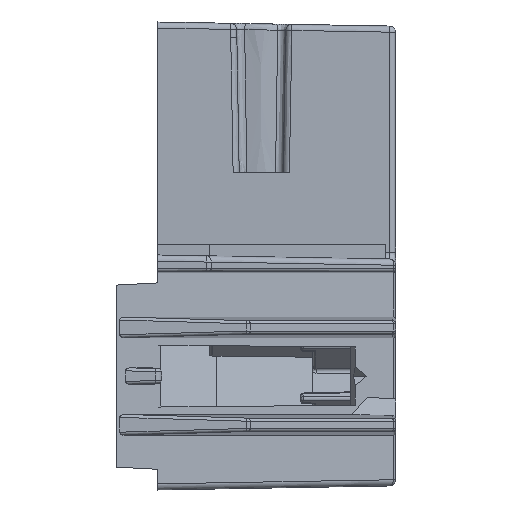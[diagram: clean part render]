
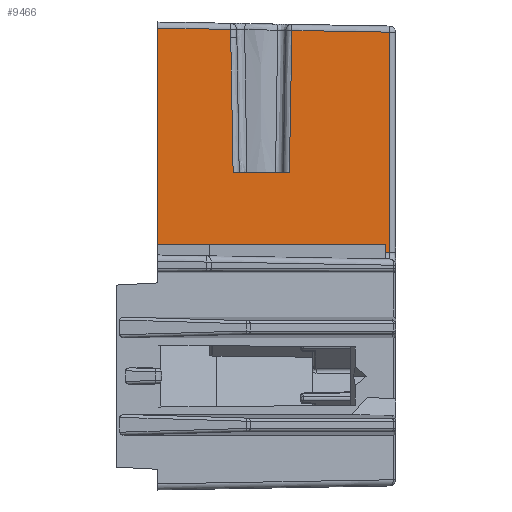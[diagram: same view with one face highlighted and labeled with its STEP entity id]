
A CAD part, left-side view. The second image highlights one B-rep face of the part: STEP entity #9466.
In plain terms, the highlighted planar face has unit normal (-1, -0.018, 0.017).
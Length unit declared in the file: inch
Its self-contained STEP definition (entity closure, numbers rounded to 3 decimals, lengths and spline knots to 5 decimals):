
#225=B_SPLINE_CURVE_WITH_KNOTS('',3,(#17127,#17128,#17129,#17130),
 .UNSPECIFIED.,.F.,.F.,(4,4),(0.00044,1.74524),
 .UNSPECIFIED.);
#232=B_SPLINE_CURVE_WITH_KNOTS('',3,(#17268,#17269,#17270,#17271),
 .UNSPECIFIED.,.F.,.F.,(4,4),(0.,1.6547),.UNSPECIFIED.);
#526=LINE('',#16881,#1280);
#528=LINE('',#17059,#1282);
#529=LINE('',#17069,#1283);
#531=LINE('',#17263,#1285);
#532=LINE('',#17267,#1286);
#533=LINE('',#17273,#1287);
#534=LINE('',#17274,#1288);
#1280=VECTOR('',#12084,0.47222);
#1282=VECTOR('',#12104,0.35241);
#1283=VECTOR('',#12121,1.06622);
#1285=VECTOR('',#12133,0.04063);
#1286=VECTOR('',#12138,0.27165);
#1287=VECTOR('',#12139,1.06622);
#1288=VECTOR('',#12140,1.12086);
#2048=PLANE('',#10294);
#2423=FACE_OUTER_BOUND('',#3027,.T.);
#3027=EDGE_LOOP('',(#7125,#7126,#7127,#7128,#7129,#7130,#7131,#7132,#7133));
#4196=VERTEX_POINT('',#16878);
#4197=VERTEX_POINT('',#16880);
#4203=VERTEX_POINT('',#17056);
#4204=VERTEX_POINT('',#17058);
#4205=VERTEX_POINT('',#17068);
#4207=VERTEX_POINT('',#17104);
#4212=VERTEX_POINT('',#17262);
#4213=VERTEX_POINT('',#17266);
#4214=VERTEX_POINT('',#17272);
#5243=EDGE_CURVE('',#4196,#4197,#526,.T.);
#5255=EDGE_CURVE('',#4203,#4204,#528,.T.);
#5260=EDGE_CURVE('',#4197,#4205,#529,.T.);
#5264=EDGE_CURVE('',#4207,#4196,#225,.T.);
#5273=EDGE_CURVE('',#4204,#4212,#531,.T.);
#5275=EDGE_CURVE('',#4213,#4207,#532,.T.);
#5276=EDGE_CURVE('',#4212,#4213,#232,.T.);
#5277=EDGE_CURVE('',#4214,#4203,#533,.T.);
#5278=EDGE_CURVE('',#4205,#4214,#534,.T.);
#7125=ORIENTED_EDGE('',*,*,#5243,.F.);
#7126=ORIENTED_EDGE('',*,*,#5264,.F.);
#7127=ORIENTED_EDGE('',*,*,#5275,.F.);
#7128=ORIENTED_EDGE('',*,*,#5276,.F.);
#7129=ORIENTED_EDGE('',*,*,#5273,.F.);
#7130=ORIENTED_EDGE('',*,*,#5255,.F.);
#7131=ORIENTED_EDGE('',*,*,#5277,.F.);
#7132=ORIENTED_EDGE('',*,*,#5278,.F.);
#7133=ORIENTED_EDGE('',*,*,#5260,.F.);
#9466=ADVANCED_FACE('',(#2423),#2048,.T.);
#10294=AXIS2_PLACEMENT_3D('',#17265,#12136,#12137);
#12084=DIRECTION('',(0.017,-1.,-0.017));
#12104=DIRECTION('',(0.017,-1.,-0.017));
#12121=DIRECTION('',(-0.017,0.,-1.));
#12133=DIRECTION('',(-0.017,-0.017,-1.));
#12136=DIRECTION('center_axis',(-1.,-0.017,
0.017));
#12137=DIRECTION('ref_axis',(-0.017,0.,-1.));
#12138=DIRECTION('',(0.017,-1.,0.));
#12139=DIRECTION('',(0.017,0.,1.));
#12140=DIRECTION('',(-0.017,1.,0.017));
#16878=CARTESIAN_POINT('',(-0.32939,-0.64845,1.66921));
#16880=CARTESIAN_POINT('',(-0.32129,-1.12052,1.66097));
#16881=CARTESIAN_POINT('',(-0.34036,-0.00914,1.68037));
#17056=CARTESIAN_POINT('',(-0.34051,0.,1.68053));
#17058=CARTESIAN_POINT('',(-0.33447,-0.3523,1.67438));
#17059=CARTESIAN_POINT('',(-0.34036,-0.00914,1.68037));
#17068=CARTESIAN_POINT('',(-0.3399,-1.12052,0.59491));
#17069=CARTESIAN_POINT('',(-0.34669,-1.12052,0.20579));
#17104=CARTESIAN_POINT('',(-0.34159,-0.63609,0.9825));
#17127=CARTESIAN_POINT('Ctrl Pts',(-0.34159,-0.63609,
0.9825));
#17128=CARTESIAN_POINT('Ctrl Pts',(-0.33753,-0.64022,
1.2114));
#17129=CARTESIAN_POINT('Ctrl Pts',(-0.33346,-0.64435,
1.44031));
#17130=CARTESIAN_POINT('Ctrl Pts',(-0.32939,-0.64845,
1.66921));
#17262=CARTESIAN_POINT('',(-0.33517,-0.35301,1.63376));
#17263=CARTESIAN_POINT('',(-0.34042,-0.35836,1.32734));
#17265=CARTESIAN_POINT('Origin',(-0.35964,0.,0.585));
#17266=CARTESIAN_POINT('',(-0.34634,-0.36449,0.9825));
#17267=CARTESIAN_POINT('',(-0.34834,-0.24979,0.9825));
#17268=CARTESIAN_POINT('Ctrl Pts',(-0.33517,-0.35301,
1.63376));
#17269=CARTESIAN_POINT('Ctrl Pts',(-0.33889,-0.3568,
1.41667));
#17270=CARTESIAN_POINT('Ctrl Pts',(-0.34261,-0.36063,
1.19959));
#17271=CARTESIAN_POINT('Ctrl Pts',(-0.34634,-0.36449,
0.9825));
#17272=CARTESIAN_POINT('',(-0.35912,0.,0.61447));
#17273=CARTESIAN_POINT('',(-0.35964,0.,0.585));
#17274=CARTESIAN_POINT('',(-0.35938,0.01527,0.61474));
